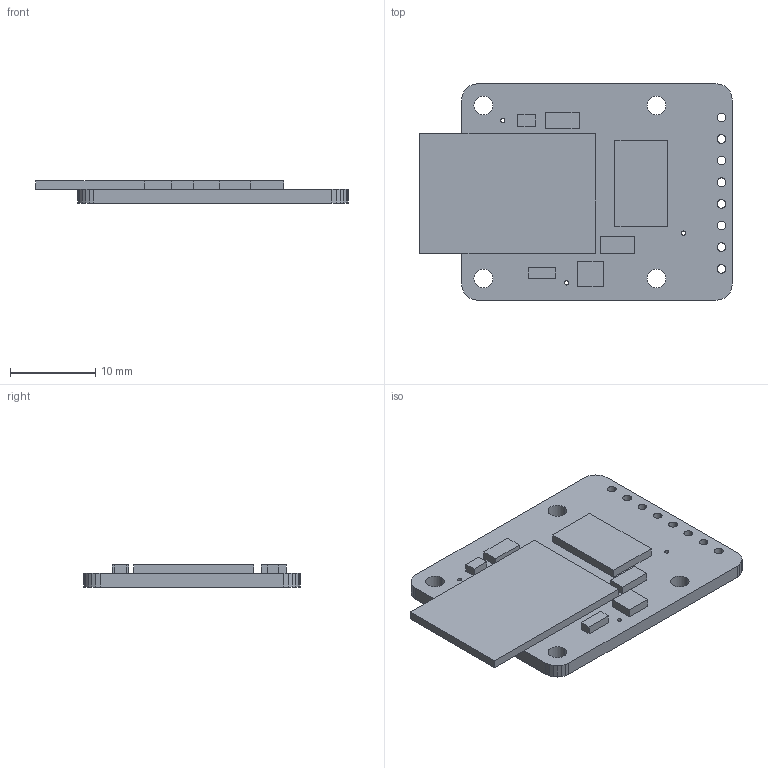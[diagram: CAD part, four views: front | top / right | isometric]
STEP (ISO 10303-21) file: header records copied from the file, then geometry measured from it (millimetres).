
FILE_DESCRIPTION (( 'STEP AP203' ), '1' );
FILE_NAME ('Ada microsd.STEP', '2018-05-31T15:57:28', ( '' ), ( '' ), 'SwSTEP 2.0', 'SolidWorks 2017', '' );
FILE_SCHEMA (( 'CONFIG_CONTROL_DESIGN' ));
Length unit declared in the file: inch
Products named in the file (1): Ada microsd
Bounding box: 36.67 x 25.4 x 2.6 mm (x, y, z)
Volume: 1631.7 mm3; surface area: 2769.6 mm2
Topology: 8 solids, 8 shells, 116 faces, 300 edges, 200 vertices
Faces by surface type: plane 72, cylinder 44
Entity records: 3705 total; most frequent: DIRECTION 622, CARTESIAN_POINT 617, ORIENTED_EDGE 600, EDGE_CURVE 300, LINE 212, VECTOR 212, AXIS2_PLACEMENT_3D 205, VERTEX_POINT 200
